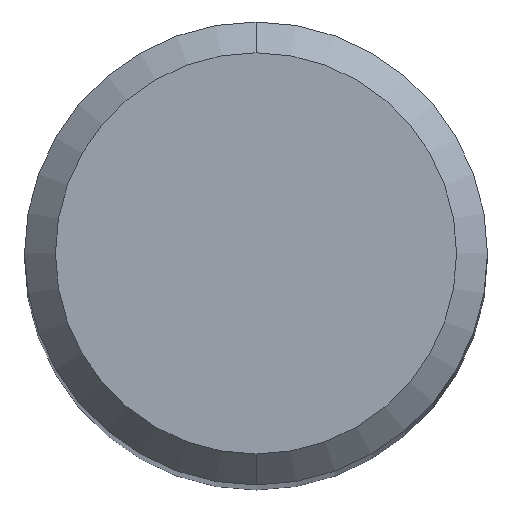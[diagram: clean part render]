
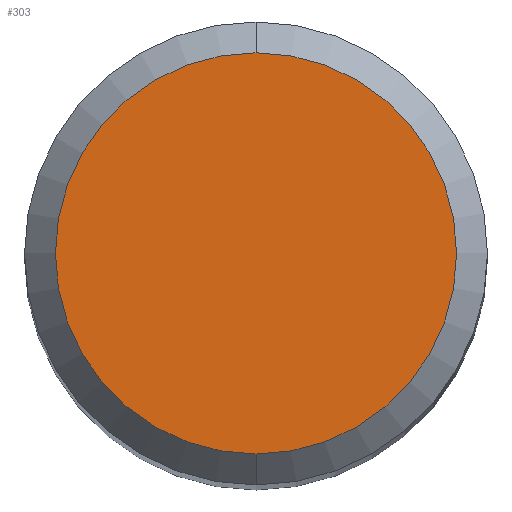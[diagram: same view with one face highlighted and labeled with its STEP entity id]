
A CAD part, top view. The second image highlights one B-rep face of the part: STEP entity #303.
In plain terms, the highlighted planar face has unit normal (0, 0, 1).
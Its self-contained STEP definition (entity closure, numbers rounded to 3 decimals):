
#269=EDGE_CURVE('',#331,#423,#591,.T.);
#303=ADVANCED_FACE('',(#626),#627,.T.);
#329=EDGE_CURVE('',#423,#331,#654,.T.);
#331=VERTEX_POINT('',#656);
#423=VERTEX_POINT('',#755);
#591=CIRCLE('',#1004,2.6);
#626=FACE_OUTER_BOUND('',#1104,.T.);
#627=PLANE('',#1105);
#654=CIRCLE('',#1163,2.6);
#656=CARTESIAN_POINT('',(0.,-2.6,0.0));
#755=CARTESIAN_POINT('',(0.0,2.6,0.0));
#1004=AXIS2_PLACEMENT_3D('',#1623,#1624,#1625);
#1104=EDGE_LOOP('',(#1642,#1643));
#1105=AXIS2_PLACEMENT_3D('',#1644,#1645,#1646);
#1163=AXIS2_PLACEMENT_3D('',#1662,#1663,#1664);
#1623=CARTESIAN_POINT('',(0.0,0.0,0.0));
#1624=DIRECTION('',(0.0,0.0,-1.0));
#1625=DIRECTION('',(0.0,1.0,0.0));
#1642=ORIENTED_EDGE('',*,*,#329,.F.);
#1643=ORIENTED_EDGE('',*,*,#269,.F.);
#1644=CARTESIAN_POINT('',(0.0,1.3,0.0));
#1645=DIRECTION('',(-0.0,0.0,1.0));
#1646=DIRECTION('',(0.0,-1.0,0.0));
#1662=CARTESIAN_POINT('',(0.0,0.0,0.0));
#1663=DIRECTION('',(0.0,0.0,-1.0));
#1664=DIRECTION('',(0.0,1.0,0.0));
